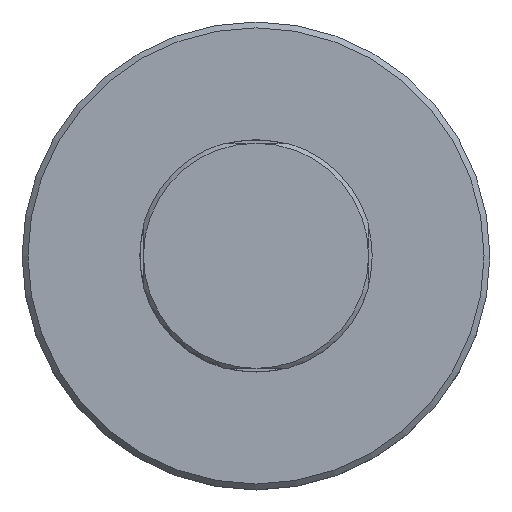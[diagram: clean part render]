
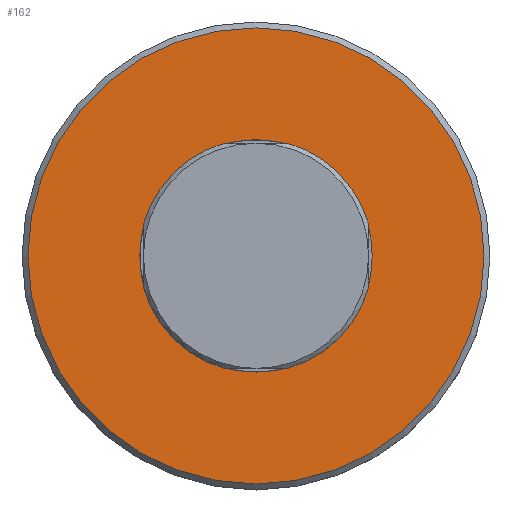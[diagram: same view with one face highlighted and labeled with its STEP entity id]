
A CAD part, top view. The second image highlights one B-rep face of the part: STEP entity #162.
In plain terms, the highlighted planar face has unit normal (0, 0, 1).
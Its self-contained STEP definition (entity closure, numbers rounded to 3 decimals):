
#117=PLANE('',#627);
#129=FACE_OUTER_BOUND('',#250,.T.);
#162=ADVANCED_FACE('',(#129),#117,.T.);
#250=EDGE_LOOP('',(#302));
#302=ORIENTED_EDGE('',*,*,#486,.F.);
#435=VERTEX_POINT('',#888);
#486=EDGE_CURVE('',#435,#435,#557,.T.);
#557=CIRCLE('',#626,39.);
#626=AXIS2_PLACEMENT_3D('',#887,#727,#728);
#627=AXIS2_PLACEMENT_3D('',#889,#729,#730);
#727=DIRECTION('',(0.,0.,-1.));
#728=DIRECTION('',(-1.,0.,0.));
#729=DIRECTION('',(0.,0.,1.));
#730=DIRECTION('',(-1.,0.,0.));
#887=CARTESIAN_POINT('',(0.,0.,0.));
#888=CARTESIAN_POINT('',(-39.,0.,0.));
#889=CARTESIAN_POINT('',(0.,-40.,0.));
